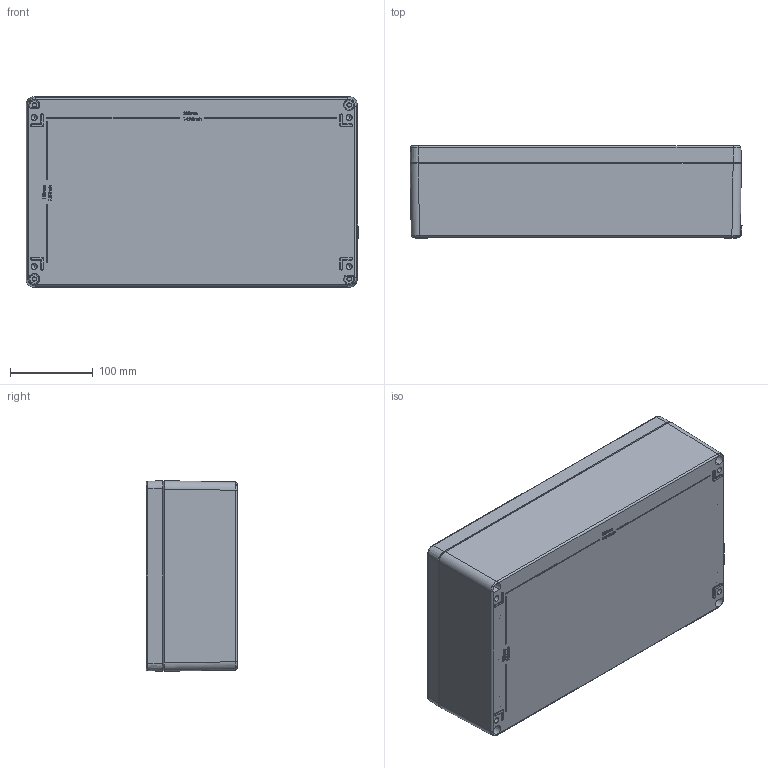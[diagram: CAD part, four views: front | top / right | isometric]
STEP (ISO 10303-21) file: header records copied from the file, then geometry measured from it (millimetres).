
FILE_DESCRIPTION (( 'STEP AP214' ), '1' );
FILE_NAME ('25234011.STEP', '2012-06-14T07:15:02', ( ' ' ), ( '' ), 'SwSTEP 2.0', 'SolidWorks 2011', '' );
FILE_SCHEMA (( 'AUTOMOTIVE_DESIGN' ));
Length unit declared in the file: millimetre
Products named in the file (10): 92441; 92081; 95947; 83171; 01234011_Ex Ausführung; 82015; 93134; 02063; 01063; 25234011
Assembly tree (12 placements, depth 3):
  25234011
    92081
    01234011_Ex Ausführung
      93134  x4
      82015
      02063
      01063
    92441
    95947
    83171
Bounding box: 400.67 x 111 x 230 mm (x, y, z)
Volume: 1532653.7 mm3; surface area: 663763.5 mm2
Topology: 11 solids, 11 shells, 1578 faces, 3882 edges, 2439 vertices
Faces by surface type: plane 609, bspline 362, cone 290, cylinder 234, torus 83
Entity records: 71834 total; most frequent: CARTESIAN_POINT 39082, ORIENTED_EDGE 7214, DIRECTION 5699, EDGE_CURVE 3607, VERTEX_POINT 2289, AXIS2_PLACEMENT_3D 1988, VECTOR 1723, LINE 1723
